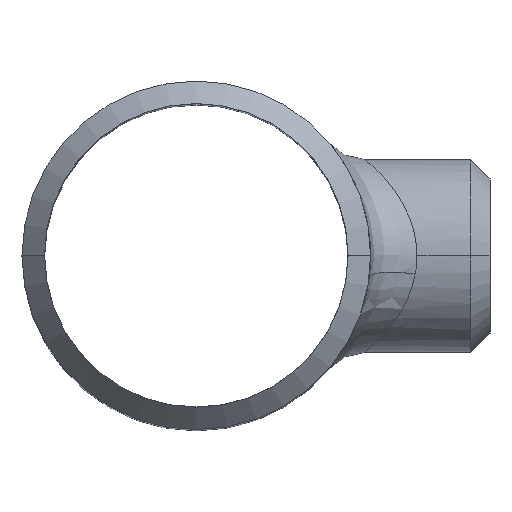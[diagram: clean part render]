
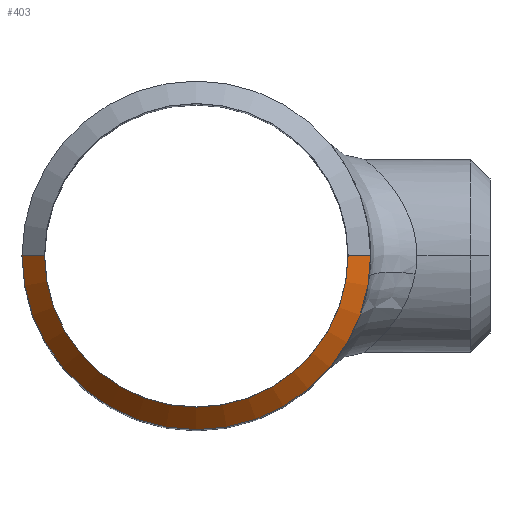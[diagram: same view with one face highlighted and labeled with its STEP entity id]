
A CAD part, top view. The second image highlights one B-rep face of the part: STEP entity #403.
In plain terms, the highlighted conical face has half-angle 45 degrees and reference radius 26.26 mm.
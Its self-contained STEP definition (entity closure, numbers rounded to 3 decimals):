
#39 = CARTESIAN_POINT ( 'NONE',  ( 0., 0., 63.5 ) ) ;
#235 = EDGE_CURVE ( 'NONE', #1827, #402, #427, .T. ) ;
#237 = ORIENTED_EDGE ( 'NONE', *, *, #494, .F. ) ;
#315 = DIRECTION ( 'NONE',  ( -1., 0., 0. ) ) ;
#389 = CIRCLE ( 'NONE', #786, 26.26 ) ;
#402 = VERTEX_POINT ( 'NONE', #1080 ) ;
#403 = ADVANCED_FACE ( 'NONE', ( #900 ), #1558, .T. ) ;
#409 = CARTESIAN_POINT ( 'NONE',  ( 26.26, 0., 63.5 ) ) ;
#427 = LINE ( 'NONE', #409, #1833 ) ;
#455 = VECTOR ( 'NONE', #1554, 1000. ) ;
#472 = DIRECTION ( 'NONE',  ( 0., 0., 1. ) ) ;
#494 = EDGE_CURVE ( 'NONE', #560, #1827, #389, .T. ) ;
#560 = VERTEX_POINT ( 'NONE', #627 ) ;
#588 = ORIENTED_EDGE ( 'NONE', *, *, #987, .F. ) ;
#617 = CIRCLE ( 'NONE', #1316, 30.15 ) ;
#627 = CARTESIAN_POINT ( 'NONE',  ( -26.26, 0., 63.5 ) ) ;
#735 = DIRECTION ( 'NONE',  ( 0., 0., -1. ) ) ;
#786 = AXIS2_PLACEMENT_3D ( 'NONE', #39, #472, #1813 ) ;
#885 = ORIENTED_EDGE ( 'NONE', *, *, #235, .F. ) ;
#900 = FACE_OUTER_BOUND ( 'NONE', #1245, .T. ) ;
#973 = DIRECTION ( 'NONE',  ( 0., 0., -1. ) ) ;
#974 = LINE ( 'NONE', #1725, #455 ) ;
#987 = EDGE_CURVE ( 'NONE', #402, #1234, #617, .T. ) ;
#997 = DIRECTION ( 'NONE',  ( 0.707, 0., -0.707 ) ) ;
#999 = ORIENTED_EDGE ( 'NONE', *, *, #1452, .T. ) ;
#1080 = CARTESIAN_POINT ( 'NONE',  ( 30.15, 0., 59.61 ) ) ;
#1231 = CARTESIAN_POINT ( 'NONE',  ( 0., 0., 63.5 ) ) ;
#1234 = VERTEX_POINT ( 'NONE', #1785 ) ;
#1245 = EDGE_LOOP ( 'NONE', ( #885, #237, #999, #588 ) ) ;
#1307 = AXIS2_PLACEMENT_3D ( 'NONE', #1231, #735, #315 ) ;
#1316 = AXIS2_PLACEMENT_3D ( 'NONE', #1419, #973, #1432 ) ;
#1419 = CARTESIAN_POINT ( 'NONE',  ( 0., 0., 59.61 ) ) ;
#1432 = DIRECTION ( 'NONE',  ( 1., 0., 0. ) ) ;
#1452 = EDGE_CURVE ( 'NONE', #560, #1234, #974, .T. ) ;
#1517 = CARTESIAN_POINT ( 'NONE',  ( 26.26, 0., 63.5 ) ) ;
#1554 = DIRECTION ( 'NONE',  ( -0.707, 0., -0.707 ) ) ;
#1558 = CONICAL_SURFACE ( 'NONE', #1307, 26.26, 0.785 ) ;
#1725 = CARTESIAN_POINT ( 'NONE',  ( -26.26, 0., 63.5 ) ) ;
#1785 = CARTESIAN_POINT ( 'NONE',  ( -30.15, 0., 59.61 ) ) ;
#1813 = DIRECTION ( 'NONE',  ( 1., 0., 0. ) ) ;
#1827 = VERTEX_POINT ( 'NONE', #1517 ) ;
#1833 = VECTOR ( 'NONE', #997, 1000. ) ;
